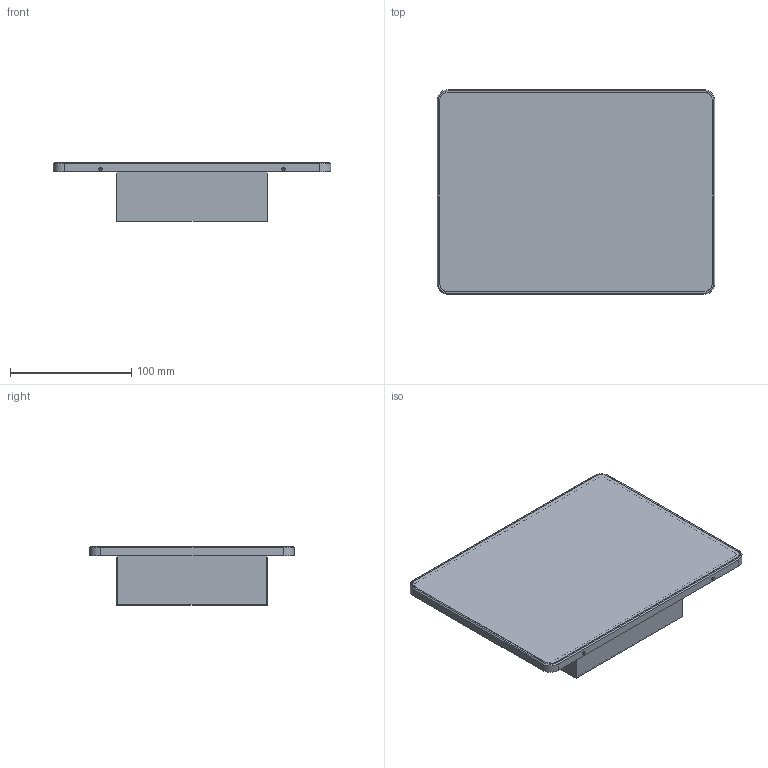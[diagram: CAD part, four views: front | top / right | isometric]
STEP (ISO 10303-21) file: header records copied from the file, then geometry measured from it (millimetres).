
FILE_DESCRIPTION(('FreeCAD Model'),'2;1');
FILE_NAME('Open CASCADE Shape Model','2025-04-30T08:32:25',('FreeCAD'),( 'FreeCAD'),'Open CASCADE STEP processor 7.6','FreeCAD','Unknown');
FILE_SCHEMA(('AUTOMOTIVE_DESIGN { 1 0 10303 214 1 1 1 1 }'));
Products named in the file (1): Open CASCADE STEP translator 7.6 1
Bounding box: 229.5 x 169.43 x 48.17 mm (x, y, z)
Volume: 266535.8 mm3; surface area: 268370.7 mm2
Topology: 25 solids, 25 shells, 1362 faces, 3114 edges, 1846 vertices
Faces by surface type: bspline 1362
Entity records: 39462 total; most frequent: CARTESIAN_POINT 21818, ORIENTED_EDGE 6220, EDGE_CURVE 3110, VERTEX_POINT 1844, B_SPLINE_CURVE_WITH_KNOTS 1655, FACE_BOUND 1487, EDGE_LOOP 1487, ADVANCED_FACE 1354
